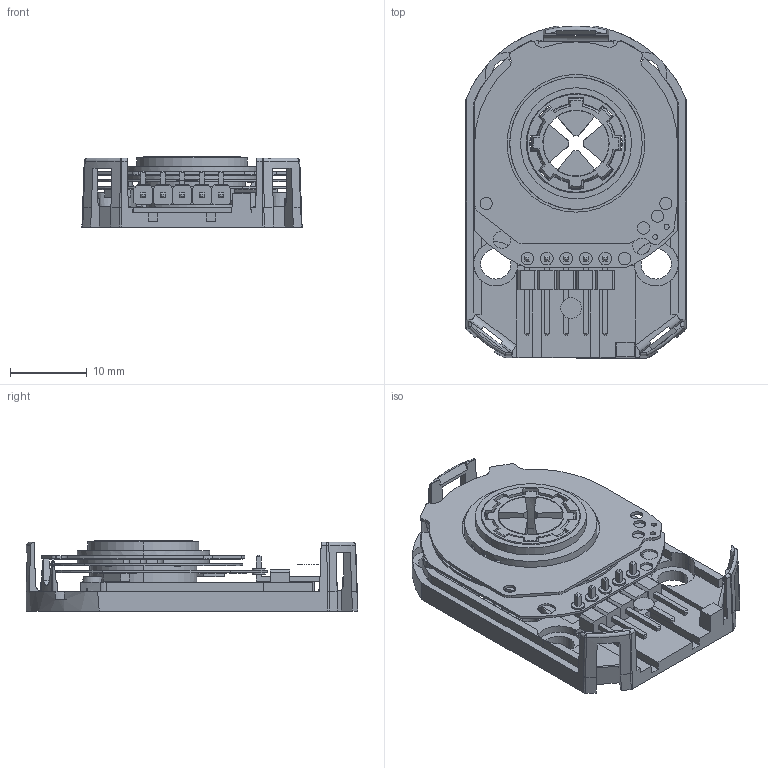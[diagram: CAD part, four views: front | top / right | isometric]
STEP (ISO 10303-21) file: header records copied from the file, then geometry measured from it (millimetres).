
FILE_DESCRIPTION (( 'STEP AP214' ), '1' );
FILE_NAME ('CUI_DEVICES_AMT102-0048-N2000-S.step', '2022-09-01T14:39:46', ( '' ), ( '' ), 'SwSTEP 2.0', 'SolidWorks 2022', '' );
FILE_SCHEMA (( 'AUTOMOTIVE_DESIGN' ));
Length unit declared in the file: millimetre
Products named in the file (10): Receiver-board; AMT-Hub-Bottom-REV-B; Transmitter-board AMT10_AMT-102; AMT-Sleeve-REV-D_ 2 mm; AMT-102-Base-REV-K; AMT-Hub-Top-REV-D1; CUI_DEVICES_AMT102-0048-N2000-S; AMT-102-Top-Cover-REV-I; Rotor-board-REV F; AMT10X-Shaft-Adaptor-REV-E
Assembly tree (9 placements, depth 2):
  CUI_DEVICES_AMT102-0048-N2000-S
    AMT-102-Base-REV-K
    AMT-102-Top-Cover-REV-I
    AMT-Sleeve-REV-D_ 2 mm
    AMT-Hub-Top-REV-D1
    AMT-Hub-Bottom-REV-B
    AMT10X-Shaft-Adaptor-REV-E
    Receiver-board
    Rotor-board-REV F
    Transmitter-board AMT10_AMT-102
Bounding box: 28.77 x 43.38 x 9.15 mm (x, y, z)
Volume: 3558.3 mm3; surface area: 8585.2 mm2
Topology: 14 solids, 15 shells, 1168 faces, 3212 edges, 2085 vertices
Faces by surface type: plane 698, cylinder 267, cone 158, bspline 22, torus 19, sphere 4
Entity records: 46319 total; most frequent: CARTESIAN_POINT 8888, ORIENTED_EDGE 6423, DIRECTION 5920, EDGE_CURVE 3212, VERTEX_POINT 2085, AXIS2_PLACEMENT_3D 2023, VECTOR 1874, LINE 1874
